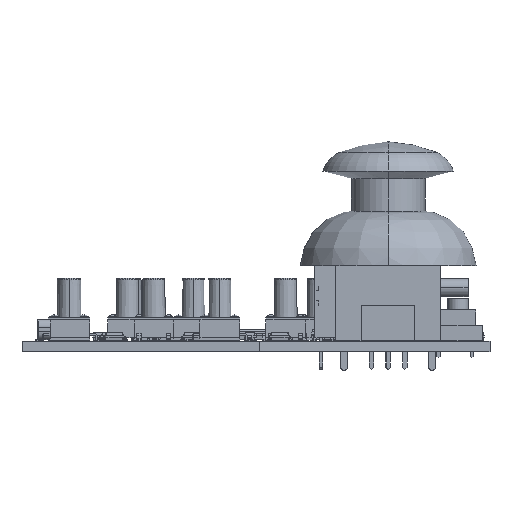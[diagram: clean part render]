
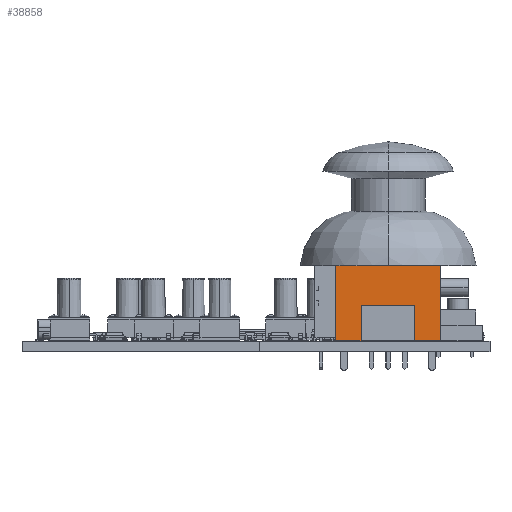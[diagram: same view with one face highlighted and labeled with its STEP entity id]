
A CAD part, left-side view. The second image highlights one B-rep face of the part: STEP entity #38858.
In plain terms, the highlighted face is planar.
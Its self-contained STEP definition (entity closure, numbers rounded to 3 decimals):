
#38697 = VERTEX_POINT('',#38698);
#38698 = CARTESIAN_POINT('',(7.938,0.,-7.461));
#38704 = EDGE_CURVE('',#38705,#38697,#38707,.T.);
#38705 = VERTEX_POINT('',#38706);
#38706 = CARTESIAN_POINT('',(7.938,0.,8.414));
#38707 = LINE('',#38708,#38709);
#38708 = CARTESIAN_POINT('',(7.938,0.,8.414));
#38709 = VECTOR('',#38710,1.);
#38710 = DIRECTION('',(0.,0.,-1.));
#38811 = VERTEX_POINT('',#38812);
#38812 = CARTESIAN_POINT('',(7.938,11.938,8.414));
#38818 = EDGE_CURVE('',#38819,#38811,#38821,.T.);
#38819 = VERTEX_POINT('',#38820);
#38820 = CARTESIAN_POINT('',(7.938,11.938,-7.461));
#38821 = LINE('',#38822,#38823);
#38822 = CARTESIAN_POINT('',(7.938,11.938,8.414));
#38823 = VECTOR('',#38824,1.);
#38824 = DIRECTION('',(0.,-0.,1.));
#38847 = EDGE_CURVE('',#38705,#38811,#38848,.T.);
#38848 = LINE('',#38849,#38850);
#38849 = CARTESIAN_POINT('',(7.938,-22.451,8.414));
#38850 = VECTOR('',#38851,1.);
#38851 = DIRECTION('',(0.,1.,-0.));
#38858 = ADVANCED_FACE('',(#38859),#38870,.F.);
#38859 = FACE_BOUND('',#38860,.T.);
#38860 = EDGE_LOOP('',(#38861,#38862,#38863,#38869));
#38861 = ORIENTED_EDGE('',*,*,#38847,.F.);
#38862 = ORIENTED_EDGE('',*,*,#38704,.T.);
#38863 = ORIENTED_EDGE('',*,*,#38864,.T.);
#38864 = EDGE_CURVE('',#38697,#38819,#38865,.T.);
#38865 = LINE('',#38866,#38867);
#38866 = CARTESIAN_POINT('',(7.938,-22.451,-7.461));
#38867 = VECTOR('',#38868,1.);
#38868 = DIRECTION('',(0.,1.,-0.));
#38869 = ORIENTED_EDGE('',*,*,#38818,.T.);
#38870 = PLANE('',#38871);
#38871 = AXIS2_PLACEMENT_3D('',#38872,#38873,#38874);
#38872 = CARTESIAN_POINT('',(7.938,-22.451,8.414));
#38873 = DIRECTION('',(-1.,0.,0.));
#38874 = DIRECTION('',(0.,-1.,0.));
